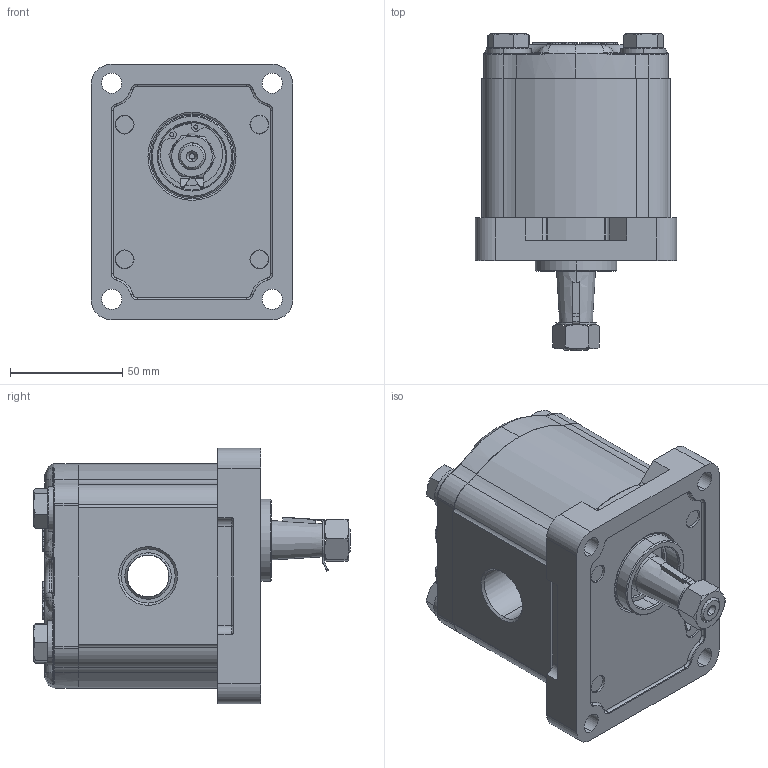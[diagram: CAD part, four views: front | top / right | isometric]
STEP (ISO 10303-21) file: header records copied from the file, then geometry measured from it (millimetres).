
FILE_DESCRIPTION (( 'STEP AP203' ), '1' );
FILE_NAME ('AP20.140.CAB05SN.STEP', '2020-02-06T08:33:47', ( '' ), ( '' ), 'SwSTEP 2.0', 'SolidWorks 2017', '' );
FILE_SCHEMA (( 'CONFIG_CONTROL_DESIGN' ));
Length unit declared in the file: millimetre
Products named in the file (1): AP20.140.CAB05SN
Bounding box: 89.6 x 140.91 x 113.6 mm (x, y, z)
Surface area: 88656.5 mm2 (no closed solid volume)
Topology: 0 solids, 25 shells, 624 faces, 1735 edges, 1135 vertices
Faces by surface type: bspline 172, cylinder 167, plane 166, cone 66, torus 53
Entity records: 26164 total; most frequent: CARTESIAN_POINT 11177, ORIENTED_EDGE 3184, DIRECTION 2765, EDGE_CURVE 1733, VERTEX_POINT 1135, AXIS2_PLACEMENT_3D 1033, LINE 699, VECTOR 699
